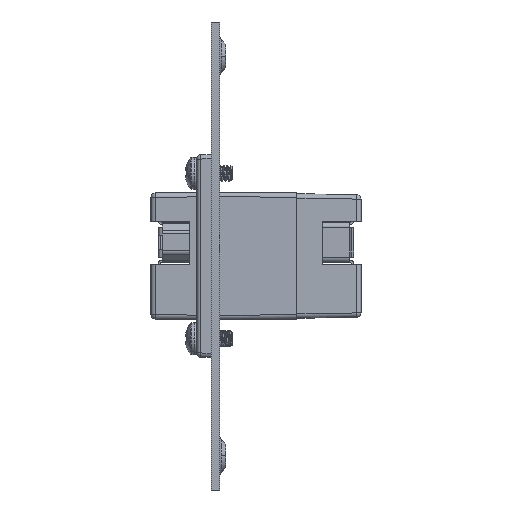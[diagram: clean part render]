
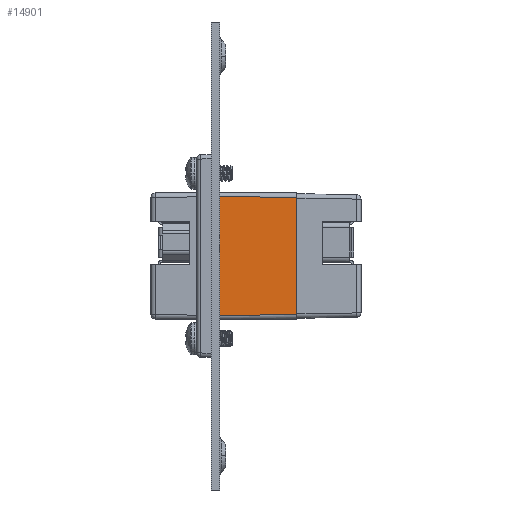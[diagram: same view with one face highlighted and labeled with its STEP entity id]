
A CAD part, left-side view. The second image highlights one B-rep face of the part: STEP entity #14901.
In plain terms, the highlighted face is planar.
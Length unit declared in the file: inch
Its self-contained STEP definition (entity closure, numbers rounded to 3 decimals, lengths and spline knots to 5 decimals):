
#74 = CARTESIAN_POINT ( 'NONE',  ( -0.31994, 0.40494, -0.59933 ) ) ;
#567 = LINE ( 'NONE', #51591, #11649 ) ;
#2456 = VERTEX_POINT ( 'NONE', #44119 ) ;
#2977 = VECTOR ( 'NONE', #42752, 39.37008 ) ;
#3958 = ORIENTED_EDGE ( 'NONE', *, *, #54697, .T. ) ;
#4382 = EDGE_CURVE ( 'NONE', #22124, #2456, #37734, .T. ) ;
#4476 = LINE ( 'NONE', #74, #2977 ) ;
#7826 = CARTESIAN_POINT ( 'NONE',  ( -0.32517, 0.41017, 0. ) ) ;
#9016 = VERTEX_POINT ( 'NONE', #7826 ) ;
#9099 = ORIENTED_EDGE ( 'NONE', *, *, #27730, .T. ) ;
#10836 = CARTESIAN_POINT ( 'NONE',  ( -0.32517, -0.41017, 0.00026 ) ) ;
#11649 = VECTOR ( 'NONE', #23259, 39.37008 ) ;
#12473 = PLANE ( 'NONE',  #54946 ) ;
#14901 = ADVANCED_FACE ( 'NONE', ( #19074 ), #12473, .T. ) ;
#16403 = ORIENTED_EDGE ( 'NONE', *, *, #32355, .T. ) ;
#17277 = DIRECTION ( 'NONE',  ( -1., 0., -0.009 ) ) ;
#19074 = FACE_OUTER_BOUND ( 'NONE', #33275, .T. ) ;
#22124 = VERTEX_POINT ( 'NONE', #60922 ) ;
#23259 = DIRECTION ( 'NONE',  ( 0., 1., 0. ) ) ;
#24973 = DIRECTION ( 'NONE',  ( -0.009, -0.009, 1. ) ) ;
#27730 = EDGE_CURVE ( 'NONE', #9016, #2456, #4476, .T. ) ;
#29634 = DIRECTION ( 'NONE',  ( 0., 1., 0. ) ) ;
#30390 = LINE ( 'NONE', #10836, #54042 ) ;
#32355 = EDGE_CURVE ( 'NONE', #22124, #51695, #30390, .T. ) ;
#33275 = EDGE_LOOP ( 'NONE', ( #55294, #16403, #3958, #9099 ) ) ;
#34690 = CARTESIAN_POINT ( 'NONE',  ( -0.32517, -0.41017, 0. ) ) ;
#36256 = VECTOR ( 'NONE', #29634, 39.37008 ) ;
#37734 = LINE ( 'NONE', #43750, #36256 ) ;
#42752 = DIRECTION ( 'NONE',  ( 0.009, -0.009, -1. ) ) ;
#43750 = CARTESIAN_POINT ( 'NONE',  ( -0.32, -0.435, -0.592 ) ) ;
#44119 = CARTESIAN_POINT ( 'NONE',  ( -0.32, 0.405, -0.592 ) ) ;
#45444 = CARTESIAN_POINT ( 'NONE',  ( -0.32, -0.435, -0.592 ) ) ;
#50356 = DIRECTION ( 'NONE',  ( -0.009, 0., 1. ) ) ;
#51591 = CARTESIAN_POINT ( 'NONE',  ( -0.32517, -0.435, 0. ) ) ;
#51695 = VERTEX_POINT ( 'NONE', #34690 ) ;
#54042 = VECTOR ( 'NONE', #24973, 39.37008 ) ;
#54697 = EDGE_CURVE ( 'NONE', #51695, #9016, #567, .T. ) ;
#54946 = AXIS2_PLACEMENT_3D ( 'NONE', #45444, #17277, #50356 ) ;
#55294 = ORIENTED_EDGE ( 'NONE', *, *, #4382, .F. ) ;
#60922 = CARTESIAN_POINT ( 'NONE',  ( -0.32, -0.405, -0.592 ) ) ;
